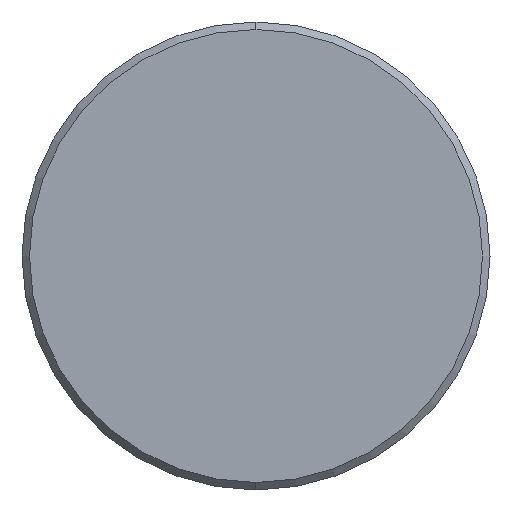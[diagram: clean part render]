
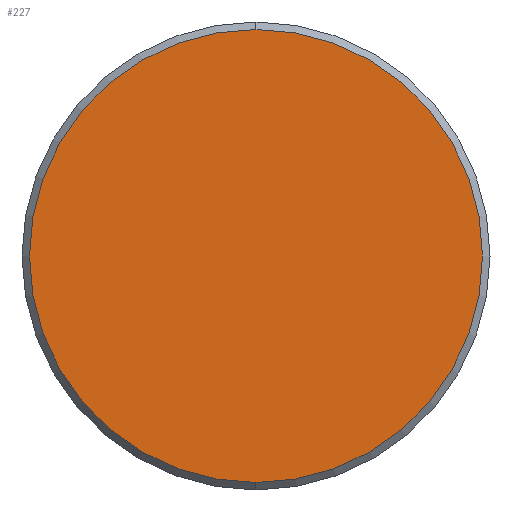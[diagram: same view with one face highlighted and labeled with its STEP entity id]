
A CAD part, left-side view. The second image highlights one B-rep face of the part: STEP entity #227.
In plain terms, the highlighted planar face has unit normal (-1, 0, 0).
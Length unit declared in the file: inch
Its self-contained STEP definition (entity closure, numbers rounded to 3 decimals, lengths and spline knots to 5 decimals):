
#5 = ORIENTED_EDGE ( 'NONE', *, *, #179, .T. ) ;
#15 = DIRECTION ( 'NONE',  ( -1., 0., 0. ) ) ;
#39 = AXIS2_PLACEMENT_3D ( 'NONE', #75, #246, #48 ) ;
#48 = DIRECTION ( 'NONE',  ( 0., 0., -1. ) ) ;
#51 = AXIS2_PLACEMENT_3D ( 'NONE', #271, #225, #81 ) ;
#75 = CARTESIAN_POINT ( 'NONE',  ( -18., 0., 0. ) ) ;
#79 = FACE_OUTER_BOUND ( 'NONE', #131, .T. ) ;
#81 = DIRECTION ( 'NONE',  ( 0., 0., -1. ) ) ;
#84 = AXIS2_PLACEMENT_3D ( 'NONE', #251, #15, #100 ) ;
#100 = DIRECTION ( 'NONE',  ( 0., 0., -1. ) ) ;
#131 = EDGE_LOOP ( 'NONE', ( #247, #5 ) ) ;
#136 = PLANE ( 'NONE',  #51 ) ;
#137 = CIRCLE ( 'NONE', #84, 0.3025 ) ;
#149 = VERTEX_POINT ( 'NONE', #169 ) ;
#169 = CARTESIAN_POINT ( 'NONE',  ( -18., 0., -0.3025 ) ) ;
#179 = EDGE_CURVE ( 'NONE', #201, #149, #137, .T. ) ;
#201 = VERTEX_POINT ( 'NONE', #228 ) ;
#219 = CIRCLE ( 'NONE', #39, 0.3025 ) ;
#225 = DIRECTION ( 'NONE',  ( 1., 0., 0. ) ) ;
#227 = ADVANCED_FACE ( 'NONE', ( #79 ), #136, .F. ) ;
#228 = CARTESIAN_POINT ( 'NONE',  ( -18., 0., 0.3025 ) ) ;
#246 = DIRECTION ( 'NONE',  ( -1., 0., 0. ) ) ;
#247 = ORIENTED_EDGE ( 'NONE', *, *, #256, .T. ) ;
#251 = CARTESIAN_POINT ( 'NONE',  ( -18., 0., 0. ) ) ;
#256 = EDGE_CURVE ( 'NONE', #149, #201, #219, .T. ) ;
#271 = CARTESIAN_POINT ( 'NONE',  ( -18., 0., 0. ) ) ;
